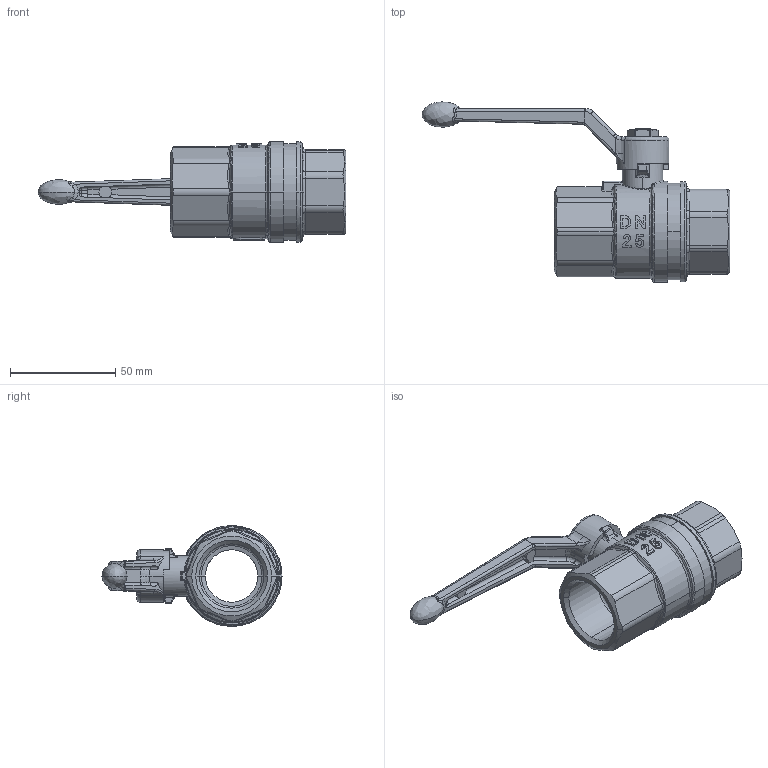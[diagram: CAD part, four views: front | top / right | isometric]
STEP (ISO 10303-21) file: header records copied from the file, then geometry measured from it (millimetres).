
FILE_DESCRIPTION(('CoCreate Modeling STEP Export'),'2;1');
FILE_NAME('880-1-STEP-KUNDE.stp','2014-11-05T14:39:24',(''),(''),'CoCreate Modeling STEP processor for AP214 (Solid Model)','CoCreate Modeling 16.50A 01-Dec-2009 (C) Parametric Technology GmbH','');
FILE_SCHEMA(('AUTOMOTIVE_DESIGN { 1 0 10303 214 1 1 1 1 }'));
Length unit declared in the file: millimetre
Products named in the file (25): T1; T2; T3; T4; T5; T6; T7; T8; T9; T10; T11; T12; T13; T14; T15; T16; T17; T18; T19; T20; T21; T22; T23; 0501N206-surface; 880-06
Assembly tree (24 placements, depth 3):
  880-06
    0501N206-surface
      T23
      T22
      T21
      T20
      T19
      T18
      T17
      T16
      T15
      T14
      T13
      T12
      T11
      T10
      T9
      T8
      T7
      T6
      T5
      T4
      T3
      T2
      T1
Bounding box: 146.52 x 85.72 x 48 mm (x, y, z)
Surface area: 25810.4 mm2 (no closed solid volume)
Topology: 0 solids, 23 shells, 600 faces, 1974 edges, 1361 vertices
Faces by surface type: plane 258, cylinder 165, bspline 111, cone 32, torus 22, sphere 12
Entity records: 29203 total; most frequent: CARTESIAN_POINT 11013, ORIENTED_EDGE 3379, DIRECTION 2824, EDGE_CURVE 1957, VERTEX_POINT 1361, AXIS2_PLACEMENT_3D 958, VECTOR 908, LINE 908
